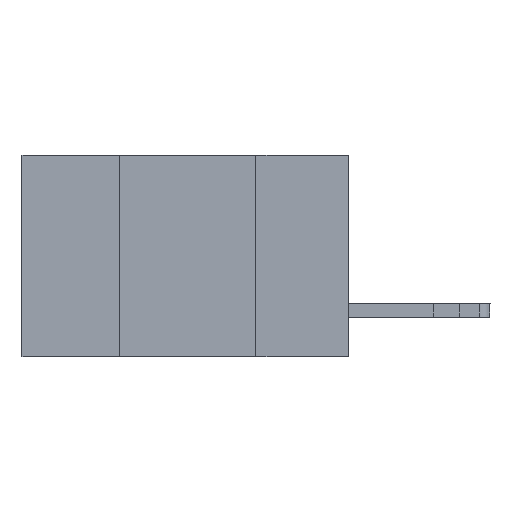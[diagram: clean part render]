
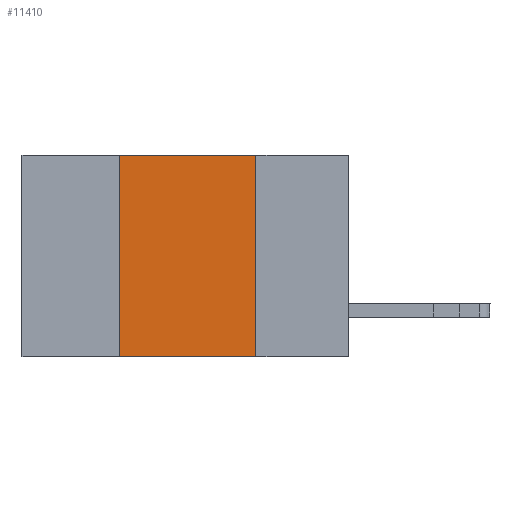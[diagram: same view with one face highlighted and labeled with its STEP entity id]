
A CAD part, left-side view. The second image highlights one B-rep face of the part: STEP entity #11410.
In plain terms, the highlighted planar face has unit normal (-1, 0, 0).
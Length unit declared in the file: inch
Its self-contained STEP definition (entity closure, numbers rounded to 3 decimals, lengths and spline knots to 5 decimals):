
#496 = EDGE_LOOP ( 'NONE', ( #14004, #14103, #5585, #11770 ) ) ;
#1155 = VECTOR ( 'NONE', #1374, 39.37008 ) ;
#1374 = DIRECTION ( 'NONE',  ( 0., 0., 1. ) ) ;
#2220 = CARTESIAN_POINT ( 'NONE',  ( 0., 0.17, -0.37 ) ) ;
#2688 = CARTESIAN_POINT ( 'NONE',  ( 0., 0.42, -0.37 ) ) ;
#2995 = CARTESIAN_POINT ( 'NONE',  ( 0., 0.42, 0. ) ) ;
#3070 = DIRECTION ( 'NONE',  ( 0., -1., 0. ) ) ;
#4013 = VERTEX_POINT ( 'NONE', #2688 ) ;
#4276 = CARTESIAN_POINT ( 'NONE',  ( 0., 0.42, -0.37 ) ) ;
#5186 = DIRECTION ( 'NONE',  ( 0., -1., 0. ) ) ;
#5585 = ORIENTED_EDGE ( 'NONE', *, *, #18878, .F. ) ;
#5664 = VECTOR ( 'NONE', #15177, 39.37008 ) ;
#6700 = LINE ( 'NONE', #16163, #7083 ) ;
#7083 = VECTOR ( 'NONE', #5186, 39.37008 ) ;
#7643 = PLANE ( 'NONE',  #18452 ) ;
#7943 = VERTEX_POINT ( 'NONE', #9718 ) ;
#8945 = LINE ( 'NONE', #16715, #13249 ) ;
#9107 = EDGE_CURVE ( 'NONE', #7943, #18263, #13565, .T. ) ;
#9402 = DIRECTION ( 'NONE',  ( 1., 0., 0. ) ) ;
#9718 = CARTESIAN_POINT ( 'NONE',  ( 0., 0.17, 0. ) ) ;
#10571 = CARTESIAN_POINT ( 'NONE',  ( 0., 0.17, -0.37 ) ) ;
#10783 = EDGE_CURVE ( 'NONE', #4013, #18263, #6700, .T. ) ;
#10886 = DIRECTION ( 'NONE',  ( 0., 0., -1. ) ) ;
#11410 = ADVANCED_FACE ( 'NONE', ( #18372 ), #7643, .F. ) ;
#11770 = ORIENTED_EDGE ( 'NONE', *, *, #10783, .T. ) ;
#12313 = EDGE_CURVE ( 'NONE', #17156, #7943, #8945, .T. ) ;
#13249 = VECTOR ( 'NONE', #3070, 39.37008 ) ;
#13565 = LINE ( 'NONE', #10571, #5664 ) ;
#13632 = LINE ( 'NONE', #4276, #1155 ) ;
#13707 = CARTESIAN_POINT ( 'NONE',  ( 0., 0.6, 0. ) ) ;
#14004 = ORIENTED_EDGE ( 'NONE', *, *, #9107, .F. ) ;
#14103 = ORIENTED_EDGE ( 'NONE', *, *, #12313, .F. ) ;
#15177 = DIRECTION ( 'NONE',  ( 0., 0., -1. ) ) ;
#16163 = CARTESIAN_POINT ( 'NONE',  ( 0., 0.6, -0.37 ) ) ;
#16715 = CARTESIAN_POINT ( 'NONE',  ( 0., 0.6, 0. ) ) ;
#17156 = VERTEX_POINT ( 'NONE', #2995 ) ;
#18263 = VERTEX_POINT ( 'NONE', #2220 ) ;
#18372 = FACE_OUTER_BOUND ( 'NONE', #496, .T. ) ;
#18452 = AXIS2_PLACEMENT_3D ( 'NONE', #13707, #9402, #10886 ) ;
#18878 = EDGE_CURVE ( 'NONE', #4013, #17156, #13632, .T. ) ;
